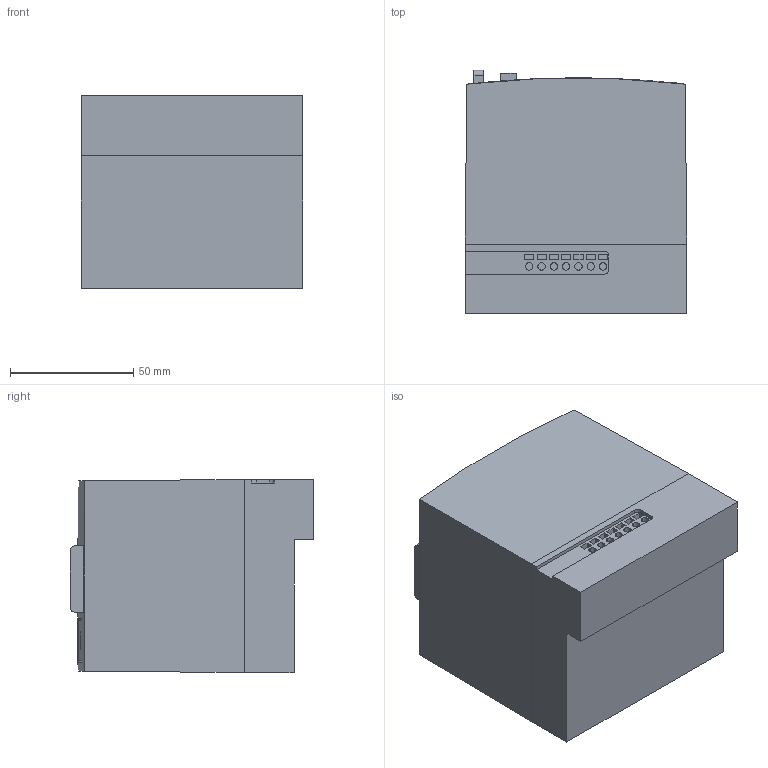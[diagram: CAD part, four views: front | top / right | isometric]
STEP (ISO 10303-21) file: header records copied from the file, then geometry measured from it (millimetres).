
FILE_DESCRIPTION(('CATIA V5 STEP Exchange'),'2;1');
FILE_NAME('1SDH001295R0249_1PA_001_00_XT2_3P_4P_WITHDRAWABLE_MOE.stp','2014-11-11T15:24:13+00:00',('none'),('none'),'CATIA Version 5 Release 20 SP 1 (IN-10)','CATIA V5 STEP AP214','none');
FILE_SCHEMA(('AUTOMOTIVE_DESIGN { 1 0 10303 214 1 1 1 1 }'));
Length unit declared in the file: millimetre
Products named in the file (1): 1SDH001295R0249_1PA_001_00_XT2_3P_4P_WITHDRAWABLE_MOE
Bounding box: 90 x 99 x 78.5 mm (x, y, z)
Volume: 620834.4 mm3; surface area: 49610.1 mm2
Topology: 1 solids, 1 shells, 184 faces, 434 edges, 270 vertices
Faces by surface type: plane 113, cylinder 49, torus 14, sphere 8
Entity records: 4973 total; most frequent: CARTESIAN_POINT 907, ORIENTED_EDGE 852, DIRECTION 696, EDGE_CURVE 426, VECTOR 285, LINE 285, AXIS2_PLACEMENT_3D 273, VERTEX_POINT 270
